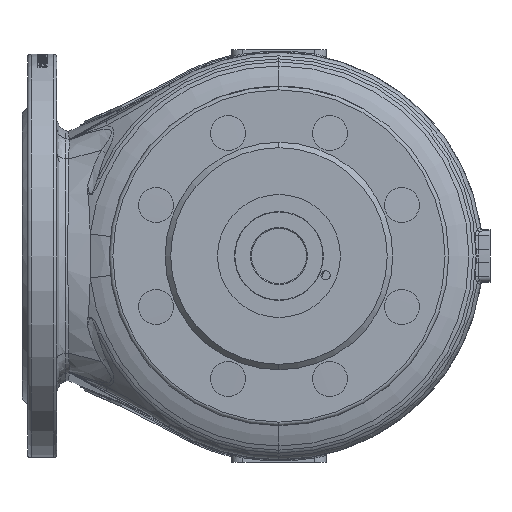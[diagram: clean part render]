
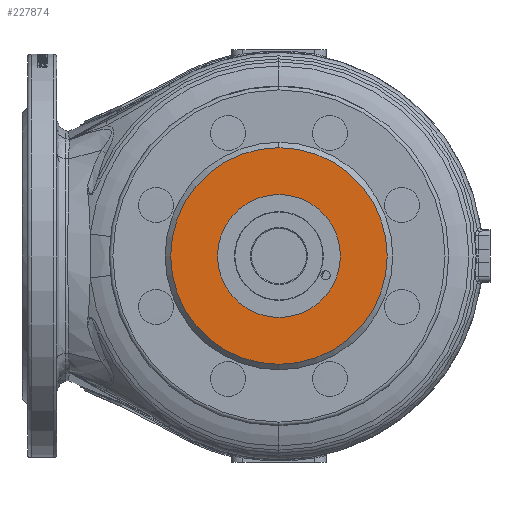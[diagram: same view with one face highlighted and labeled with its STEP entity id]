
A CAD part, front view. The second image highlights one B-rep face of the part: STEP entity #227874.
In plain terms, the highlighted planar face has unit normal (0, -1, 0).
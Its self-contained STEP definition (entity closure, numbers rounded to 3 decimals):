
#850 = DIRECTION ( 'NONE',  ( 0., 1., 0. ) ) ;
#2100 = CARTESIAN_POINT ( 'NONE',  ( 0., -170., -59. ) ) ;
#3297 = EDGE_CURVE ( 'NONE', #185210, #183305, #60450, .T. ) ;
#12120 = CARTESIAN_POINT ( 'NONE',  ( 0., -170., 0. ) ) ;
#21547 = CIRCLE ( 'NONE', #117283, 59. ) ;
#21673 = EDGE_CURVE ( 'NONE', #183305, #185210, #21547, .T. ) ;
#27079 = DIRECTION ( 'NONE',  ( 0., 1., 0. ) ) ;
#30031 = EDGE_CURVE ( 'NONE', #151214, #112600, #90052, .T. ) ;
#36836 = CARTESIAN_POINT ( 'NONE',  ( 0., -170., 33.5 ) ) ;
#49393 = AXIS2_PLACEMENT_3D ( 'NONE', #109002, #850, #179336 ) ;
#60450 = CIRCLE ( 'NONE', #49393, 59. ) ;
#61969 = DIRECTION ( 'NONE',  ( 0., 1., 0. ) ) ;
#72128 = FACE_BOUND ( 'NONE', #172939, .T. ) ;
#74401 = DIRECTION ( 'NONE',  ( 1., 0., 0. ) ) ;
#79690 = ORIENTED_EDGE ( 'NONE', *, *, #3297, .F. ) ;
#90052 = CIRCLE ( 'NONE', #196835, 33.5 ) ;
#91913 = CARTESIAN_POINT ( 'NONE',  ( 0., -170., -33.5 ) ) ;
#97615 = CARTESIAN_POINT ( 'NONE',  ( 0., -170., 0. ) ) ;
#101428 = CIRCLE ( 'NONE', #134660, 33.5 ) ;
#105570 = ORIENTED_EDGE ( 'NONE', *, *, #176114, .T. ) ;
#109002 = CARTESIAN_POINT ( 'NONE',  ( 0., -170., 0. ) ) ;
#109026 = AXIS2_PLACEMENT_3D ( 'NONE', #158614, #194295, #74401 ) ;
#109884 = CARTESIAN_POINT ( 'NONE',  ( 0., -170., 0. ) ) ;
#111630 = EDGE_LOOP ( 'NONE', ( #200612, #79690 ) ) ;
#112600 = VERTEX_POINT ( 'NONE', #91913 ) ;
#117283 = AXIS2_PLACEMENT_3D ( 'NONE', #97615, #61969, #202557 ) ;
#118088 = DIRECTION ( 'NONE',  ( 1., 0., 0. ) ) ;
#131741 = DIRECTION ( 'NONE',  ( 1., 0., 0. ) ) ;
#133815 = ORIENTED_EDGE ( 'NONE', *, *, #30031, .T. ) ;
#134660 = AXIS2_PLACEMENT_3D ( 'NONE', #109884, #180197, #131741 ) ;
#151214 = VERTEX_POINT ( 'NONE', #36836 ) ;
#158614 = CARTESIAN_POINT ( 'NONE',  ( 0., -170., 0. ) ) ;
#160867 = FACE_OUTER_BOUND ( 'NONE', #111630, .T. ) ;
#171919 = CARTESIAN_POINT ( 'NONE',  ( 0., -170., 59. ) ) ;
#172939 = EDGE_LOOP ( 'NONE', ( #133815, #105570 ) ) ;
#176114 = EDGE_CURVE ( 'NONE', #112600, #151214, #101428, .T. ) ;
#179336 = DIRECTION ( 'NONE',  ( 1., 0., 0. ) ) ;
#180197 = DIRECTION ( 'NONE',  ( 0., 1., 0. ) ) ;
#183305 = VERTEX_POINT ( 'NONE', #171919 ) ;
#185210 = VERTEX_POINT ( 'NONE', #2100 ) ;
#194295 = DIRECTION ( 'NONE',  ( 0., -1., 0. ) ) ;
#196548 = PLANE ( 'NONE',  #109026 ) ;
#196835 = AXIS2_PLACEMENT_3D ( 'NONE', #12120, #27079, #118088 ) ;
#200612 = ORIENTED_EDGE ( 'NONE', *, *, #21673, .F. ) ;
#202557 = DIRECTION ( 'NONE',  ( 1., 0., 0. ) ) ;
#227874 = ADVANCED_FACE ( 'NONE', ( #160867, #72128 ), #196548, .T. ) ;
